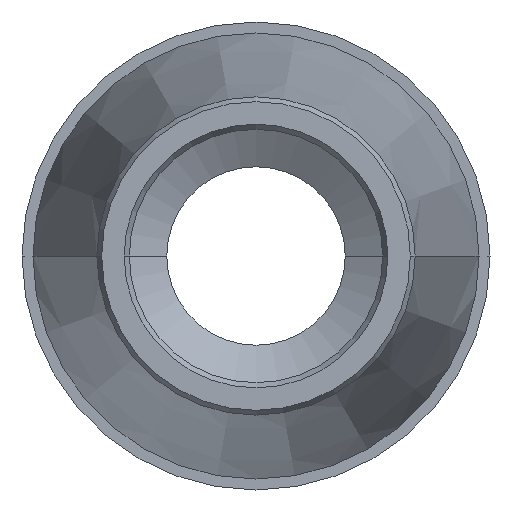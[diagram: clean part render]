
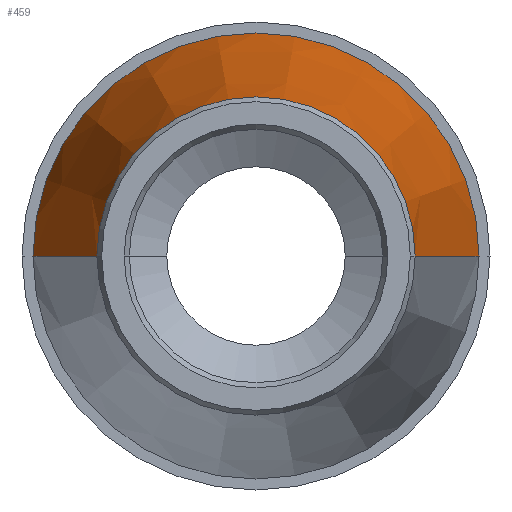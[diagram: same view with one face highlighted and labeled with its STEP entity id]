
A CAD part, left-side view. The second image highlights one B-rep face of the part: STEP entity #459.
In plain terms, the highlighted conical face has half-angle 8.002 degrees and reference radius 10.708 mm.
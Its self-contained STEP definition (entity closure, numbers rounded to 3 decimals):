
#67=CARTESIAN_POINT('',(-33.5,0.,0.));
#68=DIRECTION('',(1.,0.,0.));
#69=DIRECTION('',(0.,1.,0.));
#70=AXIS2_PLACEMENT_3D('',#67,#68,#69);
#72=CARTESIAN_POINT('',(-8.,0.,0.));
#73=DIRECTION('',(1.,0.,0.));
#74=DIRECTION('',(0.,1.,0.));
#75=AXIS2_PLACEMENT_3D('',#72,#73,#74);
#258=DIRECTION('',(-0.99,0.139,0.));
#259=VECTOR('',#258,25.751);
#260=CARTESIAN_POINT('',(-8.,-12.5,0.));
#261=LINE('',#260,#259);
#267=DIRECTION('',(-0.99,-0.139,0.));
#268=VECTOR('',#267,25.751);
#269=CARTESIAN_POINT('',(-8.,12.5,0.));
#270=LINE('',#269,#268);
#295=CARTESIAN_POINT('',(-33.5,8.915,0.));
#296=CARTESIAN_POINT('',(-33.5,-8.915,0.));
#297=VERTEX_POINT('',#295);
#298=VERTEX_POINT('',#296);
#327=CARTESIAN_POINT('',(-8.,12.5,0.));
#328=CARTESIAN_POINT('',(-8.,-12.5,0.));
#329=VERTEX_POINT('',#327);
#330=VERTEX_POINT('',#328);
#445=CARTESIAN_POINT('',(-20.75,0.,0.));
#446=DIRECTION('',(1.,0.,0.));
#447=DIRECTION('',(0.,-1.,0.));
#448=AXIS2_PLACEMENT_3D('',#445,#446,#447);
#449=CONICAL_SURFACE('',#448,10.708,8.002);
#451=ORIENTED_EDGE('',*,*,#450,.F.);
#453=ORIENTED_EDGE('',*,*,#452,.F.);
#454=ORIENTED_EDGE('',*,*,#434,.T.);
#456=ORIENTED_EDGE('',*,*,#455,.T.);
#457=EDGE_LOOP('',(#451,#453,#454,#456));
#458=FACE_OUTER_BOUND('',#457,.F.);
#459=ADVANCED_FACE('',(#458),#449,.T.);
#71=CIRCLE('',#70,8.915);
#76=CIRCLE('',#75,12.5);
#434=EDGE_CURVE('',#329,#330,#76,.T.);
#450=EDGE_CURVE('',#297,#298,#71,.T.);
#452=EDGE_CURVE('',#329,#297,#270,.T.);
#455=EDGE_CURVE('',#330,#298,#261,.T.);
